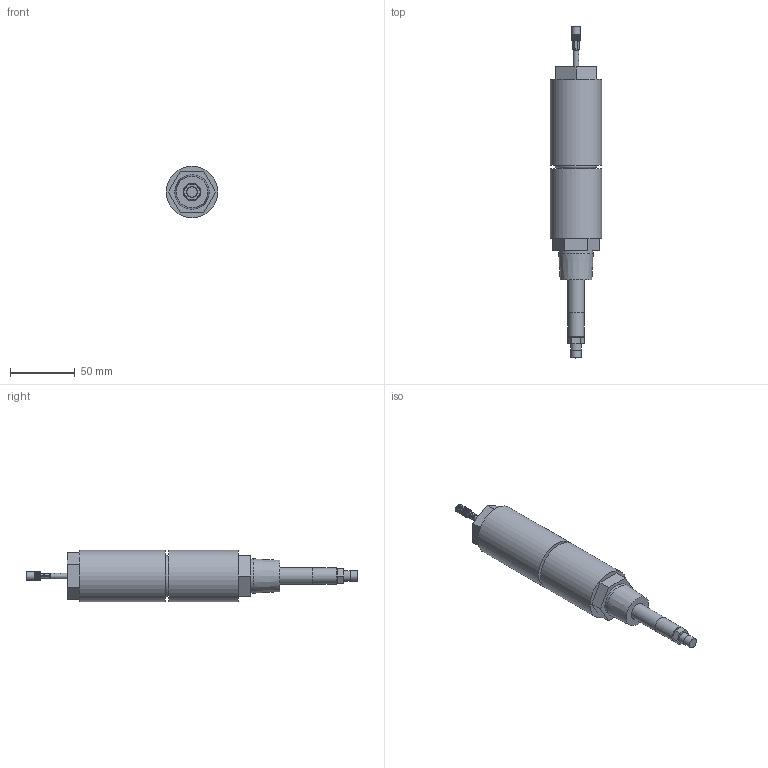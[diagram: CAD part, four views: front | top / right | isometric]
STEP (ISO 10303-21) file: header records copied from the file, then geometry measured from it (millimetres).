
FILE_DESCRIPTION(/* description */ (''),/* implementation_level */ '2;1');
FILE_NAME(/* name */ 'DM95000.stp',/* time_stamp */ '2023-03-07T14:09:01-05:00',/* author */ ('cthayer'),/* organization */ (''),/* preprocessor_version */ 'ST-DEVELOPER v19',/* originating_system */ 'Autodesk Inventor 2023',/* authorisation */ '');
FILE_SCHEMA (('AUTOMOTIVE_DESIGN { 1 0 10303 214 3 1 1 }'));
Products named in the file (9): DM95000; PXP10501; PXP10500; PXP10180-065; PXP10303; PXP10240; PXP10499; PXP10238; DP100105
Assembly tree (8 placements, depth 2):
  DM95000
    PXP10501
    PXP10500
    PXP10180-065
    PXP10303
    PXP10240
    PXP10499
    PXP10238
    DP100105
Bounding box: 40 x 257.34 x 40 mm (x, y, z)
Volume: 144253.6 mm3; surface area: 61116.3 mm2
Topology: 8 solids, 11 shells, 2344 faces, 5572 edges, 3316 vertices
Faces by surface type: bspline 1259, plane 501, cylinder 488, cone 50, torus 45, sphere 1
Full cylindrical faces by diameter (mm): 0.127 x1, 0.508 x11, 0.762 x1, 1.016 x2, 1.054 x1, 1.219 x2, 1.651 x1, 1.727 x1, 1.791 x2, 1.841 x3, 2.286 x1, 2.388 x2, 2.896 x2, 3 x1, 3.265 x1, 3.505 x1, 3.607 x3, 3.658 x2, 3.759 x1, 3.81 x3, 3.937 x1, 4.318 x2, 4.648 x4, 4.75 x1, 5.08 x1, 5.207 x1, 6.35 x1, 6.553 x1, 6.604 x1, 6.782 x1
Entity records: 162038 total; most frequent: CARTESIAN_POINT 115767, ORIENTED_EDGE 11140, EDGE_CURVE 5570, DIRECTION 5022, B_SPLINE_CURVE_WITH_KNOTS 3465, VERTEX_POINT 3316, EDGE_LOOP 2486, FACE_OUTER_BOUND 2344
